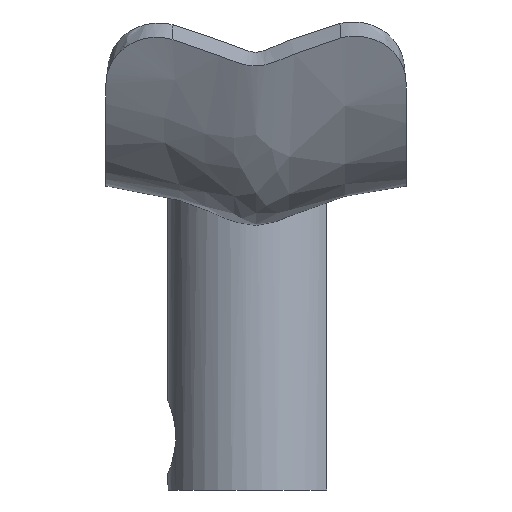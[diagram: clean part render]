
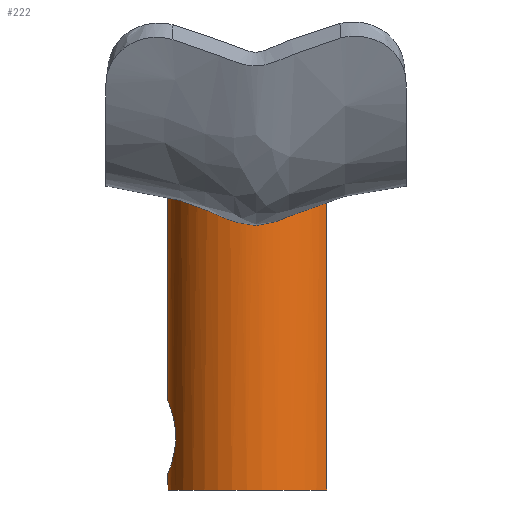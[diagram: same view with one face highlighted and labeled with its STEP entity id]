
A CAD part, left-side view. The second image highlights one B-rep face of the part: STEP entity #222.
In plain terms, the highlighted cylindrical face has radius 5 mm (diameter 10 mm), a partial arc.
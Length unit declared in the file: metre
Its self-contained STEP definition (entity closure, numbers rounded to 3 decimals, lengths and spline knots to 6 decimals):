
#16=CYLINDRICAL_SURFACE('',#244,0.005);
#18=CIRCLE('',#243,0.005);
#21=LINE('',#1473,#24);
#22=LINE('',#1474,#25);
#24=VECTOR('',#257,1.);
#25=VECTOR('',#258,1.);
#64=ORIENTED_EDGE('',*,*,#120,.T.);
#65=ORIENTED_EDGE('',*,*,#121,.F.);
#66=ORIENTED_EDGE('',*,*,#101,.F.);
#67=ORIENTED_EDGE('',*,*,#122,.T.);
#68=ORIENTED_EDGE('',*,*,#119,.T.);
#101=EDGE_CURVE('',#133,#132,#155,.T.);
#119=EDGE_CURVE('',#143,#142,#18,.T.);
#120=EDGE_CURVE('',#144,#144,#172,.T.);
#121=EDGE_CURVE('',#132,#142,#21,.T.);
#122=EDGE_CURVE('',#133,#143,#22,.T.);
#132=VERTEX_POINT('',#583);
#133=VERTEX_POINT('',#584);
#142=VERTEX_POINT('',#1457);
#143=VERTEX_POINT('',#1458);
#144=VERTEX_POINT('',#1472);
#155=B_SPLINE_CURVE_WITH_KNOTS('',3,(#585,#586,#587,#588,#589,#590,#591,
#592,#593,#594,#595,#596,#597,#598,#599,#600,#601,#602,#603,#604,#605,#606,
#607,#608),.UNSPECIFIED.,.F.,.F.,(4,1,1,1,1,1,1,1,1,1,1,1,1,1,1,1,1,1,1,
1,1,4),(0.,0.001685,0.002527,0.00337,0.004212,
0.005055,0.005897,0.00674,0.008424,
0.010109,0.011794,0.013479,0.015164,
0.016849,0.018534,0.020219,0.021061,
0.021903,0.022746,0.023588,0.025273,
0.026958),.UNSPECIFIED.);
#172=B_SPLINE_CURVE_WITH_KNOTS('',3,(#1461,#1462,#1463,#1464,#1465,#1466,
#1467,#1468,#1469,#1470,#1471),.UNSPECIFIED.,.T.,.F.,(1,1,1,1,1,1,1,1,1,
1,1,1,1,1,1),(-0.00492,-0.00328,-0.00164,
0.,0.00164,0.00328,0.00492,
0.00656,0.008199,0.009839,0.011479,
0.013119,0.014759,0.016399,0.018039),
 .UNSPECIFIED.);
#181=EDGE_LOOP('',(#64));
#182=EDGE_LOOP('',(#65,#66,#67,#68));
#199=FACE_BOUND('',#181,.T.);
#200=FACE_BOUND('',#182,.T.);
#222=ADVANCED_FACE('',(#199,#200),#16,.T.);
#243=AXIS2_PLACEMENT_3D('',#1459,#253,#254);
#244=AXIS2_PLACEMENT_3D('',#1460,#255,#256);
#253=DIRECTION('',(0.,0.,1.));
#254=DIRECTION('',(1.,0.,0.));
#255=DIRECTION('',(0.,0.,-1.));
#256=DIRECTION('',(-1.,0.,0.));
#257=DIRECTION('',(0.,0.,-1.));
#258=DIRECTION('',(0.,0.,-1.));
#583=CARTESIAN_POINT('',(0.033,-0.004,0.020066));
#584=CARTESIAN_POINT('',(0.039,-0.004,0.023366));
#585=CARTESIAN_POINT('',(0.039,-0.004,0.023366));
#586=CARTESIAN_POINT('',(0.039441,-0.003669,0.023507));
#587=CARTESIAN_POINT('',(0.040032,-0.00305,0.023624));
#588=CARTESIAN_POINT('',(0.040579,-0.002066,0.023524));
#589=CARTESIAN_POINT('',(0.040856,-0.001281,0.023342));
#590=CARTESIAN_POINT('',(0.041001,-0.000472,0.023132));
#591=CARTESIAN_POINT('',(0.04101,0.000381,0.023114));
#592=CARTESIAN_POINT('',(0.040876,0.001204,0.023287));
#593=CARTESIAN_POINT('',(0.040527,0.002247,0.023498));
#594=CARTESIAN_POINT('',(0.039744,0.003458,0.023534));
#595=CARTESIAN_POINT('',(0.038413,0.004477,0.023114));
#596=CARTESIAN_POINT('',(0.036927,0.004992,0.022441));
#597=CARTESIAN_POINT('',(0.035431,0.005038,0.021626));
#598=CARTESIAN_POINT('',(0.034033,0.004671,0.020734));
#599=CARTESIAN_POINT('',(0.032792,0.003927,0.019856));
#600=CARTESIAN_POINT('',(0.031798,0.002839,0.019006));
#601=CARTESIAN_POINT('',(0.03126,0.001726,0.018322));
#602=CARTESIAN_POINT('',(0.031027,0.000708,0.01787));
#603=CARTESIAN_POINT('',(0.030978,-0.000147,0.017736));
#604=CARTESIAN_POINT('',(0.031073,-0.000966,0.017995));
#605=CARTESIAN_POINT('',(0.031344,-0.001935,0.018509));
#606=CARTESIAN_POINT('',(0.03192,-0.00301,0.01921));
#607=CARTESIAN_POINT('',(0.032611,-0.003709,0.019776));
#608=CARTESIAN_POINT('',(0.033,-0.004,0.020066));
#1457=CARTESIAN_POINT('',(0.033,-0.004,0.002));
#1458=CARTESIAN_POINT('',(0.039,-0.004,0.002));
#1459=CARTESIAN_POINT('',(0.036,0.,0.002));
#1460=CARTESIAN_POINT('',(0.036,0.,0.029057));
#1461=CARTESIAN_POINT('',(0.037626,0.004785,0.003374));
#1462=CARTESIAN_POINT('',(0.0383,0.004431,0.005));
#1463=CARTESIAN_POINT('',(0.037626,0.004785,0.006625));
#1464=CARTESIAN_POINT('',(0.036004,0.005108,0.0073));
#1465=CARTESIAN_POINT('',(0.034372,0.004785,0.006624));
#1466=CARTESIAN_POINT('',(0.033701,0.004431,0.005004));
#1467=CARTESIAN_POINT('',(0.034373,0.004785,0.003375));
#1468=CARTESIAN_POINT('',(0.035998,0.005108,0.0027));
#1469=CARTESIAN_POINT('',(0.037626,0.004785,0.003374));
#1470=CARTESIAN_POINT('',(0.0383,0.004431,0.005));
#1471=CARTESIAN_POINT('',(0.037626,0.004785,0.006625));
#1472=CARTESIAN_POINT('',(0.038075,0.004549,0.005));
#1473=CARTESIAN_POINT('',(0.033,-0.004,0.029057));
#1474=CARTESIAN_POINT('',(0.039,-0.004,0.029057));
